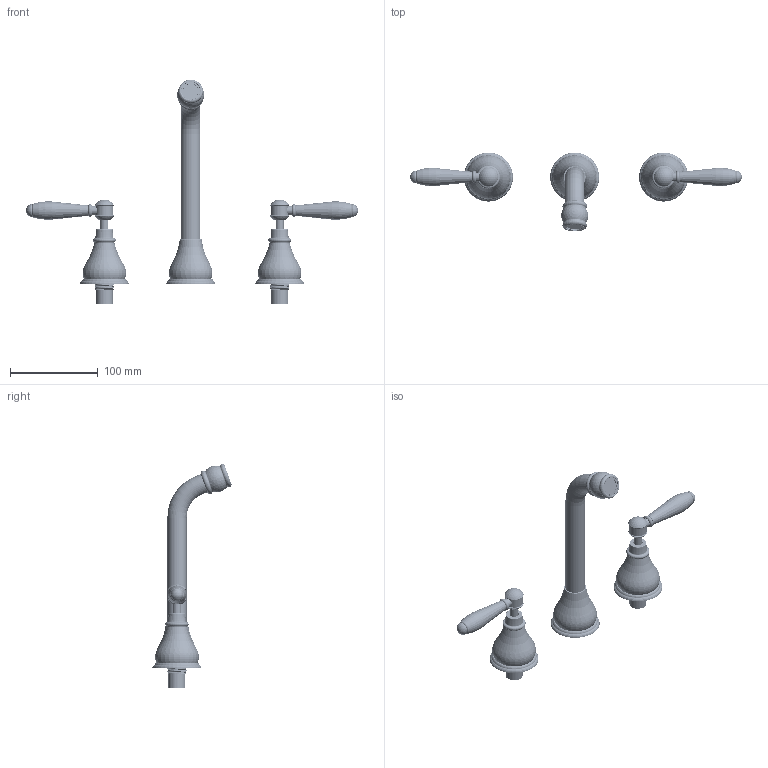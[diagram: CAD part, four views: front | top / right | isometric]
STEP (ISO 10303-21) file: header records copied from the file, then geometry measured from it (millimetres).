
FILE_DESCRIPTION (( 'STEP AP203' ), '1' );
FILE_NAME ('MV1060LCHP.STEP', '2020-02-27T00:43:30', ( 'Windows 蚚誧' ), ( '' ), 'SwSTEP 2.0', 'SolidWorks 2019', '' );
FILE_SCHEMA (( 'CONFIG_CONTROL_DESIGN' ));
Length unit declared in the file: millimetre
Products named in the file (28): 入墙浴缸管座组; MV堤阨諳; MV插齿陶瓷一字手轮; 175忒梟裝芛; MV邧參珨趼忒謫釱; 辦羲30.5坶踡蹟譫; 22x220堤阨奪爾諉奪; 175忒梟蟀諉裝; MV1060LCHP; 7x1.5 O型圈; 28.5X22.5X1.5綻祧菜え; 110快开插齿G58阀芯（30.5阀盖）; M16X1 22奪爾諉簽; 5-8辦羲概郋-110酗; MV1070LCHP; 囀鞠褒潑芛蹟佪M5x12 (G12090G00); 175忒梟裝簽; M16x1 22奪爾諉芛; 唌詰奪郪 220MM; 175枎棟忒梟裝; MV邧參醱髓笘欶釱; 22x220堤阨奪ㄗ爾諉ㄘ; MVХ宒唌詰奪釱; MV双把入墙钟罩; 臟賙M21.5X1堤阨厙; MV堤阨諳ㄗ郪ㄘ
Assembly tree (40 placements, depth 4):
  MV1060LCHP
    MV1070LCHP
      110快开插齿G58阀芯（30.5阀盖）
        5-8辦羲概郋-110酗
        辦羲30.5坶踡蹟譫
        28.5X22.5X1.5綻祧菜え
      110快开插齿G58阀芯（30.5阀盖）
        5-8辦羲概郋-110酗
        辦羲30.5坶踡蹟譫
        28.5X22.5X1.5綻祧菜え
      MV双把入墙钟罩  x2
      MV邧參醱髓笘欶釱  x2
      MV插齿陶瓷一字手轮
        MV邧參珨趼忒謫釱
        囀鞠褒潑芛蹟佪M5x12 (G12090G00)
        175忒梟裝芛
        175忒梟蟀諉裝
        175枎棟忒梟裝
        175忒梟裝簽
        7x1.5 O型圈
      MV插齿陶瓷一字手轮
        MV邧參珨趼忒謫釱
        囀鞠褒潑芛蹟佪M5x12 (G12090G00)
        175忒梟裝芛
        175忒梟蟀諉裝
        175枎棟忒梟裝
        175忒梟裝簽
        7x1.5 O型圈
    入墙浴缸管座组
      MVХ宒唌詰奪釱
      MV邧參醱髓笘欶釱
    唌詰奪郪 220MM
      22x220堤阨奪ㄗ爾諉ㄘ
        22x220堤阨奪爾諉奪
        M16X1 22奪爾諉簽
        M16x1 22奪爾諉芛
      MV堤阨諳ㄗ郪ㄘ
        MV堤阨諳
        臟賙M21.5X1堤阨厙
Bounding box: 379 x 90.34 x 256.19 mm (x, y, z)
Volume: 194751.5 mm3; surface area: 141976.2 mm2
Topology: 32 solids, 32 shells, 1654 faces, 4398 edges, 2860 vertices
Faces by surface type: cylinder 763, plane 411, cone 207, torus 134, bspline 125, sphere 14
Entity records: 67110 total; most frequent: CARTESIAN_POINT 41726, ORIENTED_EDGE 5148, DIRECTION 4211, EDGE_CURVE 2574, AXIS2_PLACEMENT_3D 1681, VERTEX_POINT 1677, EDGE_LOOP 1047, FACE_OUTER_BOUND 977
